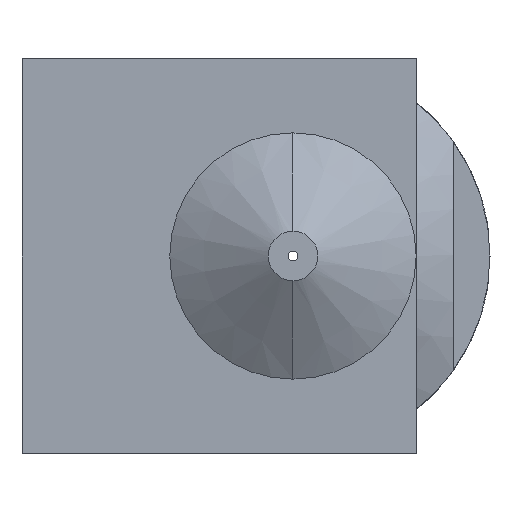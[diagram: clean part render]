
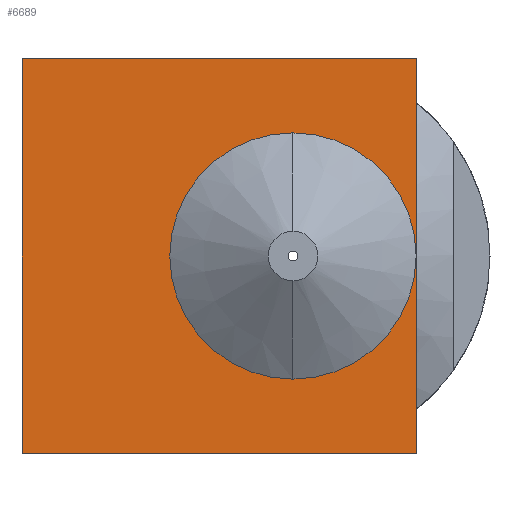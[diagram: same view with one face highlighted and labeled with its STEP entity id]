
A CAD part, front view. The second image highlights one B-rep face of the part: STEP entity #6689.
In plain terms, the highlighted planar face has unit normal (0, -1, 0).
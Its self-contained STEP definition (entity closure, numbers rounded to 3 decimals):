
#96 = CARTESIAN_POINT ( 'NONE',  ( -11., 2.4, 8. ) ) ;
#246 = DIRECTION ( 'NONE',  ( 0., 0., -1. ) ) ;
#328 = LINE ( 'NONE', #96, #3820 ) ;
#520 = DIRECTION ( 'NONE',  ( 0., 0., -1. ) ) ;
#614 = CARTESIAN_POINT ( 'NONE',  ( 5., 2.4, -8. ) ) ;
#663 = CIRCLE ( 'NONE', #1465, 5. ) ;
#864 = VECTOR ( 'NONE', #2343, 1000. ) ;
#905 = VERTEX_POINT ( 'NONE', #7322 ) ;
#944 = ORIENTED_EDGE ( 'NONE', *, *, #4864, .F. ) ;
#1006 = VECTOR ( 'NONE', #7571, 1000. ) ;
#1096 = LINE ( 'NONE', #5155, #864 ) ;
#1168 = VECTOR ( 'NONE', #7815, 1000. ) ;
#1465 = AXIS2_PLACEMENT_3D ( 'NONE', #8815, #4671, #520 ) ;
#1576 = EDGE_CURVE ( 'NONE', #6602, #4015, #6560, .T. ) ;
#2169 = VERTEX_POINT ( 'NONE', #614 ) ;
#2343 = DIRECTION ( 'NONE',  ( 1., 0., 0. ) ) ;
#2383 = CARTESIAN_POINT ( 'NONE',  ( 0., 2.4, -5. ) ) ;
#2455 = VERTEX_POINT ( 'NONE', #2383 ) ;
#2728 = DIRECTION ( 'NONE',  ( 0., -1., 0. ) ) ;
#2931 = CIRCLE ( 'NONE', #5436, 5. ) ;
#3231 = VECTOR ( 'NONE', #3319, 1000. ) ;
#3319 = DIRECTION ( 'NONE',  ( 0., 0., 1. ) ) ;
#3583 = FACE_OUTER_BOUND ( 'NONE', #7741, .T. ) ;
#3592 = DIRECTION ( 'NONE',  ( -1., 0., 0. ) ) ;
#3792 = CARTESIAN_POINT ( 'NONE',  ( 0., 2.4, 0. ) ) ;
#3820 = VECTOR ( 'NONE', #3592, 1000. ) ;
#3835 = ORIENTED_EDGE ( 'NONE', *, *, #1576, .T. ) ;
#4015 = VERTEX_POINT ( 'NONE', #4054 ) ;
#4054 = CARTESIAN_POINT ( 'NONE',  ( 5., 2.4, 8. ) ) ;
#4056 = EDGE_CURVE ( 'NONE', #6602, #5103, #2931, .T. ) ;
#4358 = CARTESIAN_POINT ( 'NONE',  ( -11., 2.4, -8. ) ) ;
#4388 = ORIENTED_EDGE ( 'NONE', *, *, #6276, .T. ) ;
#4395 = DIRECTION ( 'NONE',  ( 0., -1., 0. ) ) ;
#4479 = DIRECTION ( 'NONE',  ( 0., 0., -1. ) ) ;
#4671 = DIRECTION ( 'NONE',  ( 0., -1., 0. ) ) ;
#4754 = VERTEX_POINT ( 'NONE', #7231 ) ;
#4784 = CIRCLE ( 'NONE', #7925, 5. ) ;
#4864 = EDGE_CURVE ( 'NONE', #2455, #6602, #663, .T. ) ;
#4907 = AXIS2_PLACEMENT_3D ( 'NONE', #6458, #4395, #246 ) ;
#4973 = CARTESIAN_POINT ( 'NONE',  ( 0., 2.4, 5. ) ) ;
#4997 = ORIENTED_EDGE ( 'NONE', *, *, #5751, .F. ) ;
#5095 = LINE ( 'NONE', #7474, #3231 ) ;
#5103 = VERTEX_POINT ( 'NONE', #4973 ) ;
#5155 = CARTESIAN_POINT ( 'NONE',  ( -11., 2.4, -8. ) ) ;
#5322 = ORIENTED_EDGE ( 'NONE', *, *, #6111, .T. ) ;
#5436 = AXIS2_PLACEMENT_3D ( 'NONE', #6925, #2728, #7591 ) ;
#5510 = CARTESIAN_POINT ( 'NONE',  ( 5., 2.4, -8. ) ) ;
#5751 = EDGE_CURVE ( 'NONE', #5103, #2455, #4784, .T. ) ;
#6111 = EDGE_CURVE ( 'NONE', #4015, #905, #328, .T. ) ;
#6259 = ORIENTED_EDGE ( 'NONE', *, *, #4056, .F. ) ;
#6276 = EDGE_CURVE ( 'NONE', #4754, #2169, #1096, .T. ) ;
#6458 = CARTESIAN_POINT ( 'NONE',  ( 5., 2.4, 0. ) ) ;
#6560 = LINE ( 'NONE', #5510, #1006 ) ;
#6602 = VERTEX_POINT ( 'NONE', #8442 ) ;
#6689 = ADVANCED_FACE ( 'NONE', ( #3583 ), #8532, .T. ) ;
#6716 = LINE ( 'NONE', #4358, #1168 ) ;
#6883 = ORIENTED_EDGE ( 'NONE', *, *, #7455, .T. ) ;
#6925 = CARTESIAN_POINT ( 'NONE',  ( 0., 2.4, 0. ) ) ;
#7231 = CARTESIAN_POINT ( 'NONE',  ( -11., 2.4, -8. ) ) ;
#7319 = ORIENTED_EDGE ( 'NONE', *, *, #8555, .T. ) ;
#7322 = CARTESIAN_POINT ( 'NONE',  ( -11., 2.4, 8. ) ) ;
#7455 = EDGE_CURVE ( 'NONE', #2169, #6602, #5095, .T. ) ;
#7474 = CARTESIAN_POINT ( 'NONE',  ( 5., 2.4, -8. ) ) ;
#7571 = DIRECTION ( 'NONE',  ( 0., 0., 1. ) ) ;
#7591 = DIRECTION ( 'NONE',  ( 0., 0., -1. ) ) ;
#7741 = EDGE_LOOP ( 'NONE', ( #6883, #944, #4997, #6259, #3835, #5322, #7319, #4388 ) ) ;
#7815 = DIRECTION ( 'NONE',  ( 0., 0., -1. ) ) ;
#7925 = AXIS2_PLACEMENT_3D ( 'NONE', #3792, #8627, #4479 ) ;
#8442 = CARTESIAN_POINT ( 'NONE',  ( 5., 2.4, 0. ) ) ;
#8532 = PLANE ( 'NONE',  #4907 ) ;
#8555 = EDGE_CURVE ( 'NONE', #905, #4754, #6716, .T. ) ;
#8627 = DIRECTION ( 'NONE',  ( 0., -1., 0. ) ) ;
#8815 = CARTESIAN_POINT ( 'NONE',  ( 0., 2.4, 0. ) ) ;
